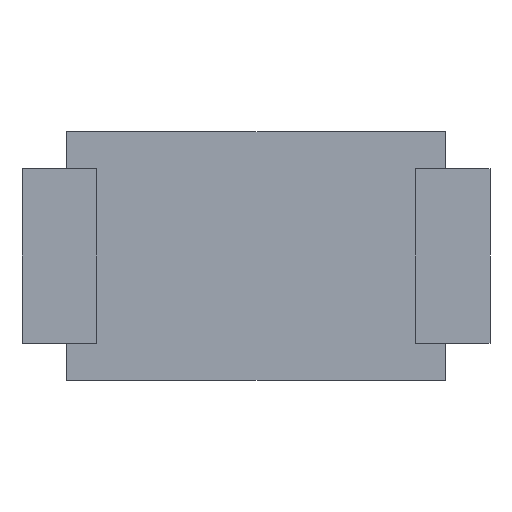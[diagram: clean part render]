
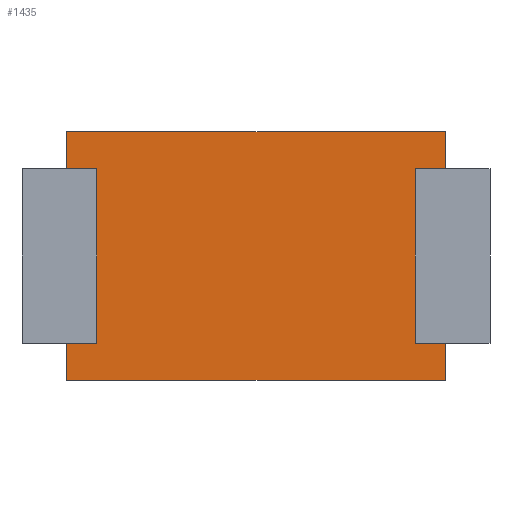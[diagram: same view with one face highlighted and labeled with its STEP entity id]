
A CAD part, front view. The second image highlights one B-rep face of the part: STEP entity #1435.
In plain terms, the highlighted planar face has unit normal (0, -1, 0).
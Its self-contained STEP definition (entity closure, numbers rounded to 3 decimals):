
#9 = VECTOR ( 'NONE', #112, 1000. ) ;
#20 = LINE ( 'NONE', #1440, #1619 ) ;
#33 = PLANE ( 'NONE',  #1152 ) ;
#36 = VECTOR ( 'NONE', #452, 1000. ) ;
#61 = LINE ( 'NONE', #1353, #36 ) ;
#90 = CARTESIAN_POINT ( 'NONE',  ( -1.9, 0., 1.25 ) ) ;
#109 = CARTESIAN_POINT ( 'NONE',  ( 1.6, 0., -0.875 ) ) ;
#110 = EDGE_CURVE ( 'NONE', #1481, #1018, #583, .T. ) ;
#112 = DIRECTION ( 'NONE',  ( 0., 0., 1. ) ) ;
#118 = VECTOR ( 'NONE', #1181, 1000. ) ;
#134 = VERTEX_POINT ( 'NONE', #90 ) ;
#143 = DIRECTION ( 'NONE',  ( 0., 0., -1. ) ) ;
#158 = CARTESIAN_POINT ( 'NONE',  ( 1.9, 0., -1.25 ) ) ;
#162 = VERTEX_POINT ( 'NONE', #1503 ) ;
#163 = EDGE_CURVE ( 'NONE', #1009, #1481, #881, .T. ) ;
#169 = VERTEX_POINT ( 'NONE', #998 ) ;
#202 = CARTESIAN_POINT ( 'NONE',  ( 1.9, 0., -0.875 ) ) ;
#211 = VECTOR ( 'NONE', #245, 1000. ) ;
#219 = ORIENTED_EDGE ( 'NONE', *, *, #610, .T. ) ;
#245 = DIRECTION ( 'NONE',  ( 1., 0., 0. ) ) ;
#323 = ORIENTED_EDGE ( 'NONE', *, *, #406, .F. ) ;
#331 = EDGE_CURVE ( 'NONE', #570, #1438, #1573, .T. ) ;
#354 = ORIENTED_EDGE ( 'NONE', *, *, #1139, .F. ) ;
#362 = ORIENTED_EDGE ( 'NONE', *, *, #1118, .T. ) ;
#406 = EDGE_CURVE ( 'NONE', #134, #1088, #1402, .T. ) ;
#413 = DIRECTION ( 'NONE',  ( 0., 0., 1. ) ) ;
#444 = DIRECTION ( 'NONE',  ( 0., 0., -1. ) ) ;
#452 = DIRECTION ( 'NONE',  ( 1., 0., 0. ) ) ;
#458 = DIRECTION ( 'NONE',  ( -1., 0., 0. ) ) ;
#477 = ORIENTED_EDGE ( 'NONE', *, *, #331, .T. ) ;
#506 = FACE_OUTER_BOUND ( 'NONE', #1105, .T. ) ;
#553 = LINE ( 'NONE', #938, #1397 ) ;
#570 = VERTEX_POINT ( 'NONE', #109 ) ;
#573 = CARTESIAN_POINT ( 'NONE',  ( 1.9, 0., 1.25 ) ) ;
#583 = LINE ( 'NONE', #1631, #726 ) ;
#589 = CARTESIAN_POINT ( 'NONE',  ( 1.9, 0., 1.25 ) ) ;
#592 = EDGE_CURVE ( 'NONE', #162, #134, #903, .T. ) ;
#602 = CARTESIAN_POINT ( 'NONE',  ( -1.9, 0., 1.25 ) ) ;
#610 = EDGE_CURVE ( 'NONE', #1598, #570, #1544, .T. ) ;
#637 = VERTEX_POINT ( 'NONE', #1288 ) ;
#657 = CARTESIAN_POINT ( 'NONE',  ( -1.6, 0., 0.875 ) ) ;
#667 = CARTESIAN_POINT ( 'NONE',  ( -1.6, 0., -0.875 ) ) ;
#686 = CARTESIAN_POINT ( 'NONE',  ( -1.9, 0., -0.875 ) ) ;
#693 = ORIENTED_EDGE ( 'NONE', *, *, #1012, .T. ) ;
#726 = VECTOR ( 'NONE', #458, 1000. ) ;
#772 = ORIENTED_EDGE ( 'NONE', *, *, #1000, .F. ) ;
#820 = DIRECTION ( 'NONE',  ( 1., 0., 0. ) ) ;
#828 = ORIENTED_EDGE ( 'NONE', *, *, #163, .T. ) ;
#870 = ORIENTED_EDGE ( 'NONE', *, *, #1015, .F. ) ;
#871 = DIRECTION ( 'NONE',  ( -1., 0., 0. ) ) ;
#881 = LINE ( 'NONE', #1144, #1379 ) ;
#887 = LINE ( 'NONE', #1286, #9 ) ;
#889 = VECTOR ( 'NONE', #444, 1000. ) ;
#903 = LINE ( 'NONE', #602, #1595 ) ;
#932 = DIRECTION ( 'NONE',  ( 0., 0., -1. ) ) ;
#938 = CARTESIAN_POINT ( 'NONE',  ( 1.9, 0., 1.25 ) ) ;
#958 = ORIENTED_EDGE ( 'NONE', *, *, #110, .T. ) ;
#969 = LINE ( 'NONE', #589, #889 ) ;
#994 = ORIENTED_EDGE ( 'NONE', *, *, #1442, .F. ) ;
#998 = CARTESIAN_POINT ( 'NONE',  ( 1.9, 0., -1.25 ) ) ;
#1000 = EDGE_CURVE ( 'NONE', #1354, #1018, #887, .T. ) ;
#1009 = VERTEX_POINT ( 'NONE', #657 ) ;
#1012 = EDGE_CURVE ( 'NONE', #162, #1009, #20, .T. ) ;
#1015 = EDGE_CURVE ( 'NONE', #169, #1354, #1581, .T. ) ;
#1018 = VERTEX_POINT ( 'NONE', #686 ) ;
#1019 = CARTESIAN_POINT ( 'NONE',  ( -1.9, 0., 1.25 ) ) ;
#1088 = VERTEX_POINT ( 'NONE', #573 ) ;
#1105 = EDGE_LOOP ( 'NONE', ( #354, #219, #477, #362, #994, #323, #1235, #693, #828, #958, #772, #870 ) ) ;
#1118 = EDGE_CURVE ( 'NONE', #1438, #637, #61, .T. ) ;
#1139 = EDGE_CURVE ( 'NONE', #1598, #169, #969, .T. ) ;
#1144 = CARTESIAN_POINT ( 'NONE',  ( -1.6, 0., 0.875 ) ) ;
#1152 = AXIS2_PLACEMENT_3D ( 'NONE', #158, #1203, #932 ) ;
#1181 = DIRECTION ( 'NONE',  ( -1., 0., 0. ) ) ;
#1203 = DIRECTION ( 'NONE',  ( 0., -1., 0. ) ) ;
#1235 = ORIENTED_EDGE ( 'NONE', *, *, #592, .F. ) ;
#1244 = CARTESIAN_POINT ( 'NONE',  ( -1.9, 0., -1.25 ) ) ;
#1286 = CARTESIAN_POINT ( 'NONE',  ( -1.9, 0., 1.25 ) ) ;
#1288 = CARTESIAN_POINT ( 'NONE',  ( 1.9, 0., 0.875 ) ) ;
#1353 = CARTESIAN_POINT ( 'NONE',  ( 2.35, 0., 0.875 ) ) ;
#1354 = VERTEX_POINT ( 'NONE', #1244 ) ;
#1379 = VECTOR ( 'NONE', #1660, 1000. ) ;
#1397 = VECTOR ( 'NONE', #143, 1000. ) ;
#1402 = LINE ( 'NONE', #1019, #211 ) ;
#1405 = VECTOR ( 'NONE', #871, 1000. ) ;
#1435 = ADVANCED_FACE ( 'NONE', ( #506 ), #33, .T. ) ;
#1438 = VERTEX_POINT ( 'NONE', #1571 ) ;
#1440 = CARTESIAN_POINT ( 'NONE',  ( 1.9, 0., 0.875 ) ) ;
#1442 = EDGE_CURVE ( 'NONE', #1088, #637, #553, .T. ) ;
#1481 = VERTEX_POINT ( 'NONE', #667 ) ;
#1503 = CARTESIAN_POINT ( 'NONE',  ( -1.9, 0., 0.875 ) ) ;
#1542 = VECTOR ( 'NONE', #413, 1000. ) ;
#1544 = LINE ( 'NONE', #1646, #1405 ) ;
#1571 = CARTESIAN_POINT ( 'NONE',  ( 1.6, 0., 0.875 ) ) ;
#1573 = LINE ( 'NONE', #1582, #1542 ) ;
#1581 = LINE ( 'NONE', #1590, #118 ) ;
#1582 = CARTESIAN_POINT ( 'NONE',  ( 1.6, 0., 0.875 ) ) ;
#1590 = CARTESIAN_POINT ( 'NONE',  ( -1.9, 0., -1.25 ) ) ;
#1595 = VECTOR ( 'NONE', #1656, 1000. ) ;
#1598 = VERTEX_POINT ( 'NONE', #202 ) ;
#1619 = VECTOR ( 'NONE', #820, 1000. ) ;
#1631 = CARTESIAN_POINT ( 'NONE',  ( -2.35, 0., -0.875 ) ) ;
#1646 = CARTESIAN_POINT ( 'NONE',  ( 2.35, 0., -0.875 ) ) ;
#1656 = DIRECTION ( 'NONE',  ( 0., 0., 1. ) ) ;
#1660 = DIRECTION ( 'NONE',  ( 0., 0., -1. ) ) ;
